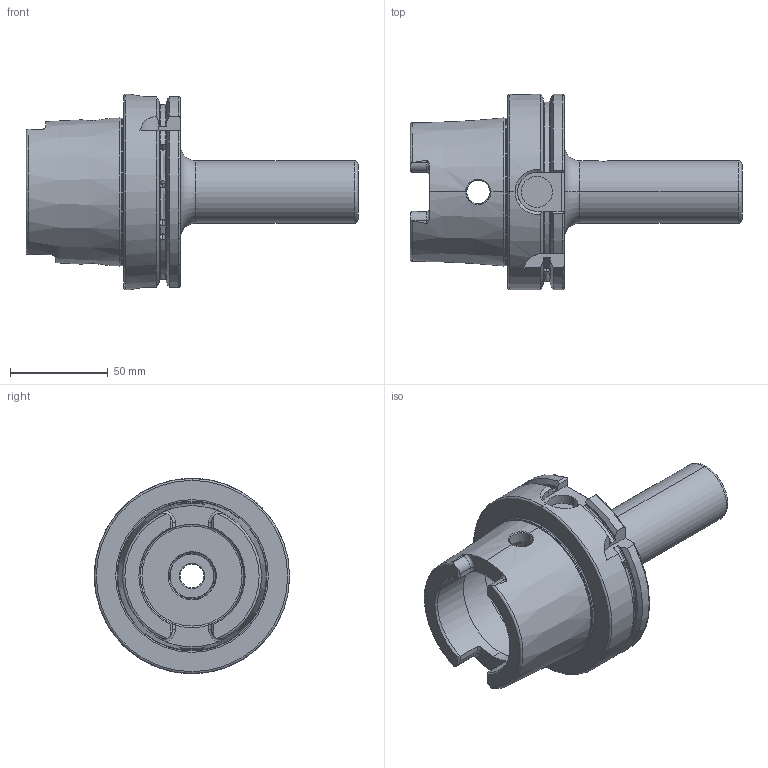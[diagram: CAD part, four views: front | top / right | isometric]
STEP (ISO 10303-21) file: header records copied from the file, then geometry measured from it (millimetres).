
FILE_DESCRIPTION (( 'STEP AP203' ), '1' );
FILE_NAME ('A100.08.02.STEP', '2016-10-12T01:09:27', ( '' ), ( '' ), 'SwSTEP 2.0', 'SolidWorks 2012', '' );
FILE_SCHEMA (( 'CONFIG_CONTROL_DESIGN' ));
Length unit declared in the file: millimetre
Products named in the file (1): A100.08.02
Bounding box: 170 x 100 x 100 mm (x, y, z)
Volume: 308103.9 mm3; surface area: 64777.5 mm2
Topology: 1 solids, 1 shells, 268 faces, 741 edges, 469 vertices
Faces by surface type: cylinder 112, plane 47, bspline 38, cone 36, torus 35
Entity records: 43614 total; most frequent: CARTESIAN_POINT 37585, ORIENTED_EDGE 1462, DIRECTION 1018, EDGE_CURVE 731, VERTEX_POINT 469, AXIS2_PLACEMENT_3D 412, EDGE_LOOP 280, FACE_OUTER_BOUND 268
